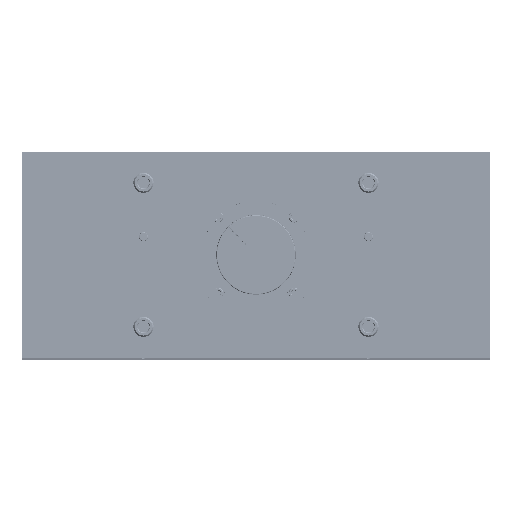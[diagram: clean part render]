
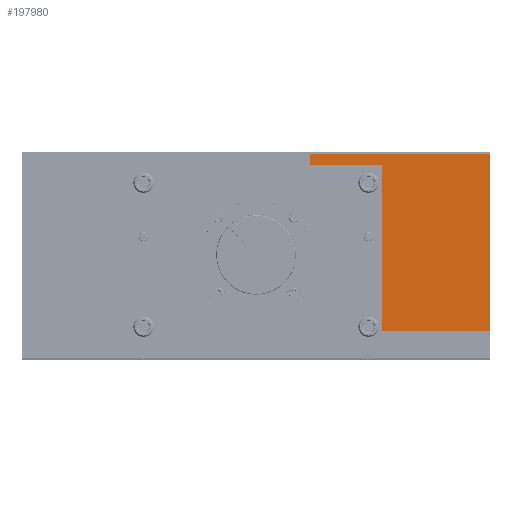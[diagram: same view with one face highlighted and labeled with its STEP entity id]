
A CAD part, top view. The second image highlights one B-rep face of the part: STEP entity #197980.
In plain terms, the highlighted planar face has unit normal (0, 0, 1).
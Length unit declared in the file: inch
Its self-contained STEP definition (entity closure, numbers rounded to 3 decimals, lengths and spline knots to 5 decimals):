
#90 = DIRECTION ( 'NONE',  ( 0., 0., 1. ) ) ;
#3238 = CARTESIAN_POINT ( 'NONE',  ( 137.5, 4.938, 1.5 ) ) ;
#5381 = LINE ( 'NONE', #3238, #204445 ) ;
#6563 = EDGE_CURVE ( 'NONE', #154955, #129336, #66066, .T. ) ;
#11843 = EDGE_CURVE ( 'NONE', #193691, #92903, #134250, .T. ) ;
#11846 = FACE_BOUND ( 'NONE', #52065, .T. ) ;
#13312 = EDGE_CURVE ( 'NONE', #69753, #30145, #75571, .T. ) ;
#14100 = CARTESIAN_POINT ( 'NONE',  ( 3.125, 2.625, 1.5 ) ) ;
#14716 = AXIS2_PLACEMENT_3D ( 'NONE', #40315, #37100, #72108 ) ;
#17726 = EDGE_CURVE ( 'NONE', #129336, #154955, #179577, .T. ) ;
#18964 = EDGE_CURVE ( 'NONE', #76234, #171460, #141154, .T. ) ;
#20474 = EDGE_LOOP ( 'NONE', ( #125293, #208970 ) ) ;
#26089 = DIRECTION ( 'NONE',  ( 1., 0., 0. ) ) ;
#27153 = CARTESIAN_POINT ( 'NONE',  ( 137.5, -0.312, 1.5 ) ) ;
#28244 = CARTESIAN_POINT ( 'NONE',  ( 3.28125, 0.875, 1.5 ) ) ;
#29313 = DIRECTION ( 'NONE',  ( 0., 0., 1. ) ) ;
#29673 = VERTEX_POINT ( 'NONE', #71885 ) ;
#30145 = VERTEX_POINT ( 'NONE', #28244 ) ;
#32534 = AXIS2_PLACEMENT_3D ( 'NONE', #136506, #72715, #123183 ) ;
#32615 = DIRECTION ( 'NONE',  ( 0., 0., 1. ) ) ;
#34595 = VERTEX_POINT ( 'NONE', #59713 ) ;
#37100 = DIRECTION ( 'NONE',  ( 0., 0., 1. ) ) ;
#38552 = CARTESIAN_POINT ( 'NONE',  ( 3.125, 0.875, 1.5 ) ) ;
#40315 = CARTESIAN_POINT ( 'NONE',  ( 2.875, 1.375, 1.5 ) ) ;
#46422 = DIRECTION ( 'NONE',  ( -1., 0., 0. ) ) ;
#50013 = DIRECTION ( 'NONE',  ( 1., 0., 0. ) ) ;
#52065 = EDGE_LOOP ( 'NONE', ( #163150, #156866 ) ) ;
#53477 = CARTESIAN_POINT ( 'NONE',  ( 6.5, -0.312, 1.5 ) ) ;
#59713 = CARTESIAN_POINT ( 'NONE',  ( 6.5, 4.938, 1.5 ) ) ;
#66062 = DIRECTION ( 'NONE',  ( 0., 1., 0. ) ) ;
#66066 = CIRCLE ( 'NONE', #213630, 0.1005 ) ;
#67294 = CIRCLE ( 'NONE', #207668, 0.15625 ) ;
#69753 = VERTEX_POINT ( 'NONE', #102983 ) ;
#70139 = DIRECTION ( 'NONE',  ( -1., 0., 0. ) ) ;
#71885 = CARTESIAN_POINT ( 'NONE',  ( 6.5, 0., 1.5 ) ) ;
#72092 = AXIS2_PLACEMENT_3D ( 'NONE', #38552, #172503, #156093 ) ;
#72108 = DIRECTION ( 'NONE',  ( 1., 0., 0. ) ) ;
#72715 = DIRECTION ( 'NONE',  ( 0., 0., 1. ) ) ;
#74207 = CARTESIAN_POINT ( 'NONE',  ( 3.125, 3.375, 1.5 ) ) ;
#75571 = CIRCLE ( 'NONE', #72092, 0.15625 ) ;
#76234 = VERTEX_POINT ( 'NONE', #197406 ) ;
#78168 = LINE ( 'NONE', #80329, #205907 ) ;
#79095 = CARTESIAN_POINT ( 'NONE',  ( 3.125, 2.625, 1.5 ) ) ;
#79701 = DIRECTION ( 'NONE',  ( 1., 0., 0. ) ) ;
#80329 = CARTESIAN_POINT ( 'NONE',  ( 1.5, -0.875, 1.5 ) ) ;
#87964 = EDGE_LOOP ( 'NONE', ( #188555, #121188, #189292, #109086 ) ) ;
#88417 = CARTESIAN_POINT ( 'NONE',  ( 2.96875, 3.375, 1.5 ) ) ;
#92903 = VERTEX_POINT ( 'NONE', #183706 ) ;
#98161 = EDGE_CURVE ( 'NONE', #92903, #193691, #170530, .T. ) ;
#102983 = CARTESIAN_POINT ( 'NONE',  ( 2.96875, 0.875, 1.5 ) ) ;
#103234 = EDGE_LOOP ( 'NONE', ( #216802, #176621 ) ) ;
#103776 = AXIS2_PLACEMENT_3D ( 'NONE', #79095, #90, #129588 ) ;
#109086 = ORIENTED_EDGE ( 'NONE', *, *, #191291, .T. ) ;
#110713 = ORIENTED_EDGE ( 'NONE', *, *, #6563, .F. ) ;
#111586 = FACE_OUTER_BOUND ( 'NONE', #87964, .T. ) ;
#112841 = EDGE_CURVE ( 'NONE', #29673, #34595, #137022, .T. ) ;
#113166 = CARTESIAN_POINT ( 'NONE',  ( 3.25, 2.625, 1.5 ) ) ;
#114975 = DIRECTION ( 'NONE',  ( 0., 0., 1. ) ) ;
#116609 = CARTESIAN_POINT ( 'NONE',  ( 2.7745, 1.375, 1.5 ) ) ;
#121188 = ORIENTED_EDGE ( 'NONE', *, *, #215696, .F. ) ;
#122487 = VECTOR ( 'NONE', #46422, 39.37008 ) ;
#123183 = DIRECTION ( 'NONE',  ( 1., 0., 0. ) ) ;
#123608 = DIRECTION ( 'NONE',  ( 0., 0., 1. ) ) ;
#124056 = EDGE_CURVE ( 'NONE', #130262, #162808, #78168, .T. ) ;
#125293 = ORIENTED_EDGE ( 'NONE', *, *, #18964, .F. ) ;
#129336 = VERTEX_POINT ( 'NONE', #116609 ) ;
#129588 = DIRECTION ( 'NONE',  ( 1., 0., 0. ) ) ;
#130262 = VERTEX_POINT ( 'NONE', #163823 ) ;
#132560 = DIRECTION ( 'NONE',  ( 1., 0., 0. ) ) ;
#133762 = DIRECTION ( 'NONE',  ( 0., 1., 0. ) ) ;
#134250 = CIRCLE ( 'NONE', #155513, 0.125 ) ;
#136506 = CARTESIAN_POINT ( 'NONE',  ( 3.125, 3.375, 1.5 ) ) ;
#137022 = LINE ( 'NONE', #53477, #176803 ) ;
#140342 = FACE_BOUND ( 'NONE', #20474, .T. ) ;
#141154 = CIRCLE ( 'NONE', #32534, 0.15625 ) ;
#141506 = AXIS2_PLACEMENT_3D ( 'NONE', #74207, #123608, #173158 ) ;
#150175 = EDGE_CURVE ( 'NONE', #171460, #76234, #176591, .T. ) ;
#154955 = VERTEX_POINT ( 'NONE', #164930 ) ;
#155513 = AXIS2_PLACEMENT_3D ( 'NONE', #14100, #114975, #132560 ) ;
#156093 = DIRECTION ( 'NONE',  ( 1., 0., 0. ) ) ;
#156866 = ORIENTED_EDGE ( 'NONE', *, *, #13312, .F. ) ;
#156903 = DIRECTION ( 'NONE',  ( 0., 0., 1. ) ) ;
#160148 = PLANE ( 'NONE',  #197629 ) ;
#162319 = FACE_BOUND ( 'NONE', #188217, .T. ) ;
#162808 = VERTEX_POINT ( 'NONE', #190616 ) ;
#163150 = ORIENTED_EDGE ( 'NONE', *, *, #197203, .F. ) ;
#163823 = CARTESIAN_POINT ( 'NONE',  ( 1.5, 0., 1.5 ) ) ;
#164930 = CARTESIAN_POINT ( 'NONE',  ( 2.9755, 1.375, 1.5 ) ) ;
#166834 = ORIENTED_EDGE ( 'NONE', *, *, #17726, .F. ) ;
#170530 = CIRCLE ( 'NONE', #103776, 0.125 ) ;
#171460 = VERTEX_POINT ( 'NONE', #88417 ) ;
#172503 = DIRECTION ( 'NONE',  ( 0., 0., 1. ) ) ;
#173158 = DIRECTION ( 'NONE',  ( 1., 0., 0. ) ) ;
#176126 = CARTESIAN_POINT ( 'NONE',  ( -7.18207, 0., 1.5 ) ) ;
#176524 = CARTESIAN_POINT ( 'NONE',  ( 2.875, 1.375, 1.5 ) ) ;
#176591 = CIRCLE ( 'NONE', #141506, 0.15625 ) ;
#176621 = ORIENTED_EDGE ( 'NONE', *, *, #98161, .F. ) ;
#176803 = VECTOR ( 'NONE', #133762, 39.37008 ) ;
#177618 = FACE_BOUND ( 'NONE', #103234, .T. ) ;
#179577 = CIRCLE ( 'NONE', #14716, 0.1005 ) ;
#183706 = CARTESIAN_POINT ( 'NONE',  ( 3., 2.625, 1.5 ) ) ;
#188217 = EDGE_LOOP ( 'NONE', ( #110713, #166834 ) ) ;
#188555 = ORIENTED_EDGE ( 'NONE', *, *, #124056, .F. ) ;
#189292 = ORIENTED_EDGE ( 'NONE', *, *, #112841, .T. ) ;
#190616 = CARTESIAN_POINT ( 'NONE',  ( 1.5, 4.938, 1.5 ) ) ;
#191291 = EDGE_CURVE ( 'NONE', #34595, #162808, #5381, .T. ) ;
#193691 = VERTEX_POINT ( 'NONE', #113166 ) ;
#193802 = LINE ( 'NONE', #176126, #122487 ) ;
#197203 = EDGE_CURVE ( 'NONE', #30145, #69753, #67294, .T. ) ;
#197406 = CARTESIAN_POINT ( 'NONE',  ( 3.28125, 3.375, 1.5 ) ) ;
#197629 = AXIS2_PLACEMENT_3D ( 'NONE', #27153, #32615, #50013 ) ;
#197980 = ADVANCED_FACE ( 'NONE', ( #111586, #162319, #177618, #11846, #140342 ), #160148, .T. ) ;
#204445 = VECTOR ( 'NONE', #70139, 39.37008 ) ;
#205907 = VECTOR ( 'NONE', #66062, 39.37008 ) ;
#207668 = AXIS2_PLACEMENT_3D ( 'NONE', #212812, #29313, #79701 ) ;
#208970 = ORIENTED_EDGE ( 'NONE', *, *, #150175, .F. ) ;
#212812 = CARTESIAN_POINT ( 'NONE',  ( 3.125, 0.875, 1.5 ) ) ;
#213630 = AXIS2_PLACEMENT_3D ( 'NONE', #176524, #156903, #26089 ) ;
#215696 = EDGE_CURVE ( 'NONE', #29673, #130262, #193802, .T. ) ;
#216802 = ORIENTED_EDGE ( 'NONE', *, *, #11843, .F. ) ;
